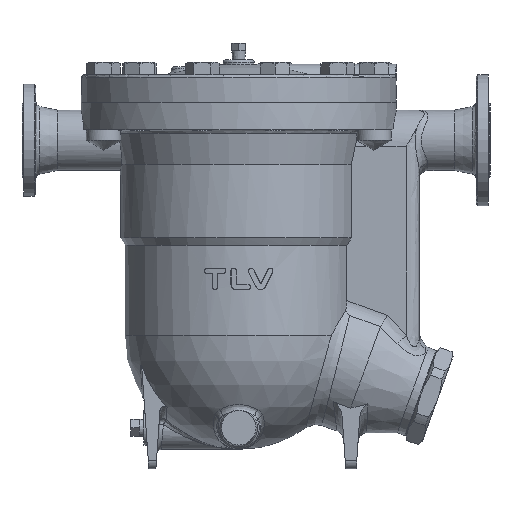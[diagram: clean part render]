
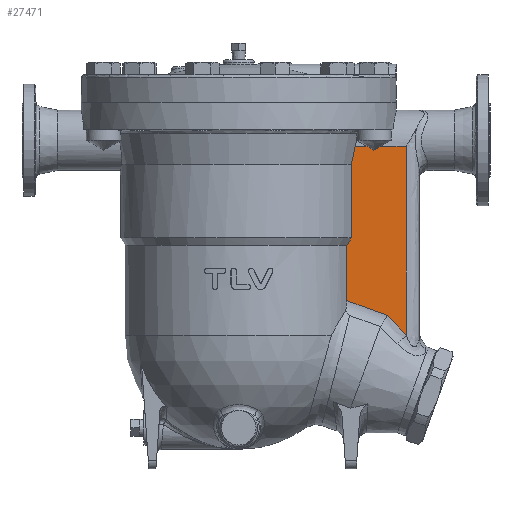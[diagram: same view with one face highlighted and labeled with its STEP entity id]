
A CAD part, front view. The second image highlights one B-rep face of the part: STEP entity #27471.
In plain terms, the highlighted planar face has unit normal (0, -1, 0).
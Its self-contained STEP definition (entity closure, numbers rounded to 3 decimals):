
#19477=CARTESIAN_POINT('',(194.,-42.0,-51.));
#19478=VERTEX_POINT('',#19477);
#19492=CARTESIAN_POINT('',(194.,-42.0,-269.88));
#19493=VERTEX_POINT('',#19492);
#19494=CARTESIAN_POINT('',(194.,-42.0,-51.));
#19495=DIRECTION('',(0.0,0.0,-1.0));
#19496=VECTOR('',#19495,218.88);
#19497=LINE('',#19494,#19496);
#19498=EDGE_CURVE('',#19478,#19493,#19497,.T.);
#19986=CARTESIAN_POINT('',(164.325,-42.0,-51.));
#19987=VERTEX_POINT('',#19986);
#19998=CARTESIAN_POINT('',(194.,-42.0,-51.));
#19999=DIRECTION('',(-1.0,0.0,0.0));
#20000=VECTOR('',#19999,29.675);
#20001=LINE('',#19998,#20000);
#20002=EDGE_CURVE('',#19478,#19987,#20001,.T.);
#20066=CARTESIAN_POINT('',(148.574,-42.0,-51.));
#20067=VERTEX_POINT('',#20066);
#20080=CARTESIAN_POINT('',(164.325,-42.,-51.));
#20081=CARTESIAN_POINT('',(161.346,-42.,-52.72));
#20082=CARTESIAN_POINT('',(158.898,-42.,-54.133));
#20083=CARTESIAN_POINT('',(157.53,-42.,-54.922));
#20084=CARTESIAN_POINT('',(156.827,-42.,-55.326));
#20085=CARTESIAN_POINT('',(156.546,-42.,-55.48));
#20086=CARTESIAN_POINT('',(156.441,-42.,-55.509));
#20087=CARTESIAN_POINT('',(156.325,-42.,-55.465));
#20088=CARTESIAN_POINT('',(156.026,-42.,-55.299));
#20089=CARTESIAN_POINT('',(155.144,-42.,-54.792));
#20090=CARTESIAN_POINT('',(152.512,-42.,-53.273));
#20091=CARTESIAN_POINT('',(148.574,-42.,-51.));
#20099=(BOUNDED_CURVE()B_SPLINE_CURVE(2,(#20080,#20081,#20082,#20083,#20084,#20085,#20086,#20087,#20088,#20089,#20090,#20091),.UNSPECIFIED.,.F.,.U.)B_SPLINE_CURVE_WITH_KNOTS((3,1,1,1,1,1,1,1,1,1,3),(0.0,0.011,0.029,0.082,0.239,0.67,1.248,1.597,1.743,1.796,1.814),.UNSPECIFIED.)CURVE()GEOMETRIC_REPRESENTATION_ITEM()RATIONAL_B_SPLINE_CURVE((1.0,1.599,3.145,6.845,17.186,40.609,54.863,36.01,15.639,5.737,1.98,1.0))REPRESENTATION_ITEM(''));
#20100=EDGE_CURVE('',#19987,#20067,#20099,.T.);
#20258=CARTESIAN_POINT('',(130.403,-42.0,-72.));
#20259=VERTEX_POINT('',#20258);
#20267=CARTESIAN_POINT('',(134.809,-42.0,-51.));
#20268=VERTEX_POINT('',#20267);
#20269=CARTESIAN_POINT('',(130.403,-42.0,-72.));
#20270=CARTESIAN_POINT('',(132.573,-42.0,-61.674));
#20271=CARTESIAN_POINT('',(134.809,-42.0,-51.));
#20279=(BOUNDED_CURVE()B_SPLINE_CURVE(2,(#20269,#20270,#20271),.UNSPECIFIED.,.F.,.U.)B_SPLINE_CURVE_WITH_KNOTS((3,3),(0.,2.146),.UNSPECIFIED.)CURVE()GEOMETRIC_REPRESENTATION_ITEM()RATIONAL_B_SPLINE_CURVE((1.,1.,1.0))REPRESENTATION_ITEM(''));
#20280=EDGE_CURVE('',#20259,#20268,#20279,.T.);
#20369=CARTESIAN_POINT('',(148.574,-42.0,-51.));
#20370=DIRECTION('',(-1.0,0.0,0.0));
#20371=VECTOR('',#20370,13.765);
#20372=LINE('',#20369,#20371);
#20373=EDGE_CURVE('',#20067,#20268,#20372,.T.);
#26662=CARTESIAN_POINT('',(125.14,-42.0,-229.652));
#26663=VERTEX_POINT('',#26662);
#26677=CARTESIAN_POINT('',(125.14,-42.0,-165.66));
#26678=VERTEX_POINT('',#26677);
#26679=CARTESIAN_POINT('',(125.14,-42.0,-229.652));
#26680=DIRECTION('',(0.0,0.0,1.0));
#26681=VECTOR('',#26680,63.992);
#26682=LINE('',#26679,#26681);
#26683=EDGE_CURVE('',#26663,#26678,#26682,.T.);
#26810=CARTESIAN_POINT('',(172.452,-42.,-246.872));
#26811=VERTEX_POINT('',#26810);
#26812=CARTESIAN_POINT('',(194.,-42.,-269.88));
#26813=CARTESIAN_POINT('',(191.002,-42.,-266.52));
#26814=CARTESIAN_POINT('',(183.907,-42.,-258.768));
#26815=CARTESIAN_POINT('',(176.643,-42.,-251.174));
#26816=CARTESIAN_POINT('',(172.452,-42.,-246.872));
#26817=B_SPLINE_CURVE_WITH_KNOTS('',3,(#26812,#26813,#26814,#26815,#26816),.UNSPECIFIED.,.F.,.U.,(4,1,4),(0.0,1.351,3.152),.UNSPECIFIED.);
#26818=EDGE_CURVE('',#19493,#26811,#26817,.T.);
#26858=CARTESIAN_POINT('',(172.452,-42.,-246.872));
#26859=DIRECTION('',(-0.94,0.,0.342));
#26860=VECTOR('',#26859,50.348);
#26861=LINE('',#26858,#26860);
#26862=EDGE_CURVE('',#26811,#26663,#26861,.T.);
#27435=CARTESIAN_POINT('',(209.,-42.0,-51.));
#27436=DIRECTION('',(0.0,-1.0,0.0));
#27437=DIRECTION('',(0.0,0.0,-1.0));
#27438=AXIS2_PLACEMENT_3D('',#27435,#27436,#27437);
#27439=PLANE('',#27438);
#27440=ORIENTED_EDGE('',*,*,#20100,.T.);
#27441=ORIENTED_EDGE('',*,*,#20373,.T.);
#27442=ORIENTED_EDGE('',*,*,#20280,.F.);
#27443=CARTESIAN_POINT('',(130.403,-42.0,-157.));
#27444=VERTEX_POINT('',#27443);
#27445=CARTESIAN_POINT('',(130.403,-42.0,-157.));
#27446=DIRECTION('',(0.0,0.0,1.0));
#27447=VECTOR('',#27446,85.);
#27448=LINE('',#27445,#27447);
#27449=EDGE_CURVE('',#27444,#20259,#27448,.T.);
#27450=ORIENTED_EDGE('',*,*,#27449,.F.);
#27451=CARTESIAN_POINT('',(125.14,-42.0,-165.66));
#27452=CARTESIAN_POINT('',(127.723,-42.,-161.419));
#27453=CARTESIAN_POINT('',(130.403,-42.,-157.));
#27461=(BOUNDED_CURVE()B_SPLINE_CURVE(2,(#27451,#27452,#27453),.UNSPECIFIED.,.F.,.U.)B_SPLINE_CURVE_WITH_KNOTS((3,3),(0.0,1.013),.UNSPECIFIED.)CURVE()GEOMETRIC_REPRESENTATION_ITEM()RATIONAL_B_SPLINE_CURVE((1.0,1.,1.0))REPRESENTATION_ITEM(''));
#27462=EDGE_CURVE('',#26678,#27444,#27461,.T.);
#27463=ORIENTED_EDGE('',*,*,#27462,.F.);
#27464=ORIENTED_EDGE('',*,*,#26683,.F.);
#27465=ORIENTED_EDGE('',*,*,#26862,.F.);
#27466=ORIENTED_EDGE('',*,*,#26818,.F.);
#27467=ORIENTED_EDGE('',*,*,#19498,.F.);
#27468=ORIENTED_EDGE('',*,*,#20002,.T.);
#27469=EDGE_LOOP('',(#27440,#27441,#27442,#27450,#27463,#27464,#27465,#27466,#27467,#27468));
#27470=FACE_OUTER_BOUND('',#27469,.T.);
#27471=ADVANCED_FACE('',(#27470),#27439,.T.);
